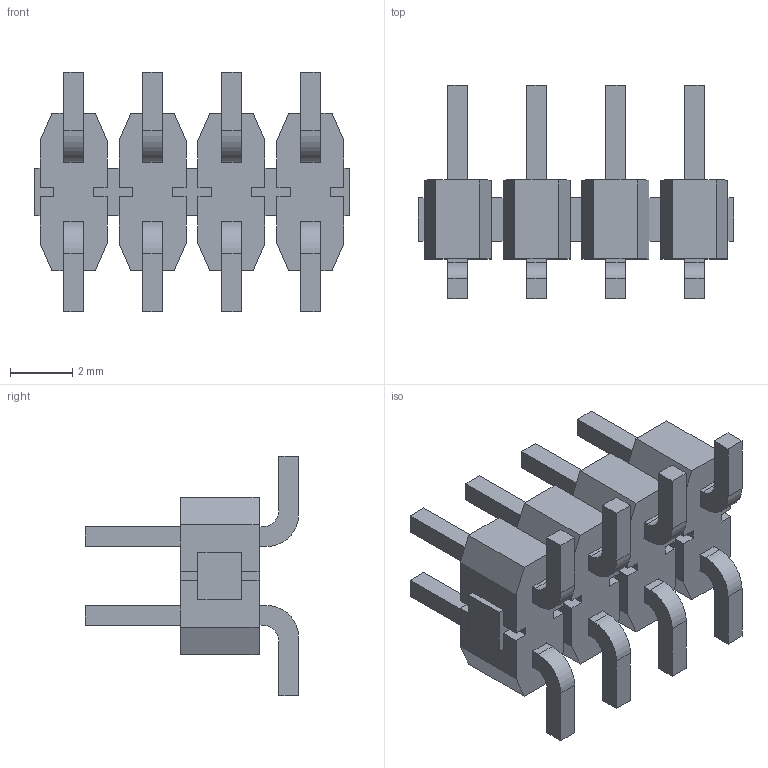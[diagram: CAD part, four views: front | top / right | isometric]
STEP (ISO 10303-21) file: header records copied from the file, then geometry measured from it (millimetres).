
FILE_DESCRIPTION( ( 'STEP AP214' ), '1' );
FILE_NAME( 'TSM-104-04-T-DV.stp', '2021-12-14T10:32:56', ( 'License CC BY-ND 4.0' ), ( 'CADENAS' ), ' ', 'PARTsolutions', ' ' );
FILE_SCHEMA( ( 'AUTOMOTIVE_DESIGN { 1 0 10303 214 1 1 1 1 }' ) );
Length unit declared in the file: inch
Products named in the file (3): TSM-104-04-T-DV; _TSM-104-04-DV_body; _T-1S6-21(-04-4-DV)
Assembly tree (2 placements, depth 2):
  TSM-104-04-T-DV
    _TSM-104-04-DV_body
    _T-1S6-21(-04-4-DV)
Bounding box: 10.16 x 6.86 x 7.7 mm (x, y, z)
Volume: 128 mm3; surface area: 471.4 mm2
Topology: 2 solids, 2 shells, 276 faces, 816 edges, 544 vertices
Faces by surface type: plane 260, cylinder 16
Entity records: 11346 total; most frequent: CARTESIAN_POINT 1639, ORIENTED_EDGE 1632, DIRECTION 1406, EDGE_CURVE 816, LINE 784, VECTOR 784, VERTEX_POINT 544, AXIS2_PLACEMENT_3D 311
